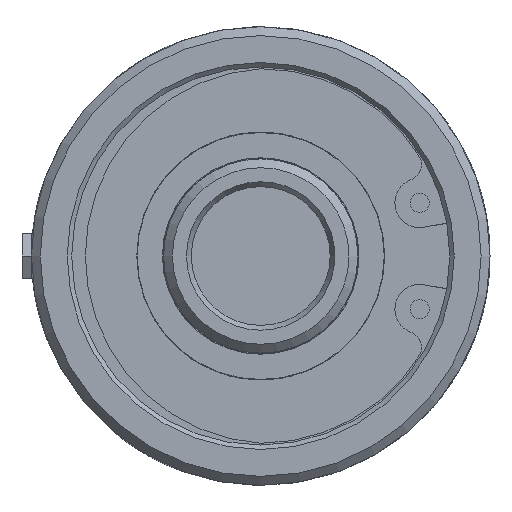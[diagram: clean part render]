
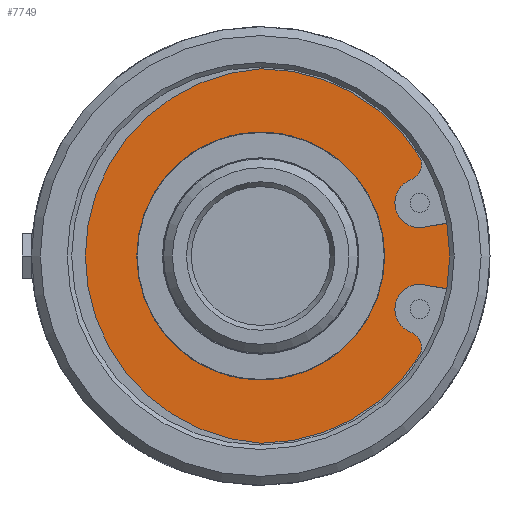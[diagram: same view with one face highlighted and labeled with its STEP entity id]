
A CAD part, left-side view. The second image highlights one B-rep face of the part: STEP entity #7749.
In plain terms, the highlighted planar face has unit normal (-1, 0, 0).
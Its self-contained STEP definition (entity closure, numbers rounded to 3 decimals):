
#320=PLANE('',#8352);
#452=FACE_BOUND('',#1429,.T.);
#959=FACE_OUTER_BOUND('',#1428,.T.);
#1428=EDGE_LOOP('',(#5498,#5499,#5500,#5501,#5502,#5503,#5504,#5505,#5506,
#5507));
#1429=EDGE_LOOP('',(#5508,#5509));
#1874=CIRCLE('',#8199,4.474);
#1880=CIRCLE('',#8210,33.733);
#1882=CIRCLE('',#8213,2.949);
#1884=CIRCLE('',#8216,4.474);
#1886=CIRCLE('',#8219,2.949);
#1888=CIRCLE('',#8222,33.733);
#1890=CIRCLE('',#8225,33.806);
#1948=CIRCLE('',#8323,22.325);
#1949=CIRCLE('',#8324,22.325);
#1954=CIRCLE('',#8348,36.9);
#2203=LINE('',#11454,#2620);
#2207=LINE('',#11464,#2624);
#2620=VECTOR('',#8876,10.);
#2624=VECTOR('',#8882,10.);
#3137=VERTEX_POINT('',#11442);
#3138=VERTEX_POINT('',#11444);
#3141=VERTEX_POINT('',#11452);
#3145=VERTEX_POINT('',#11461);
#3146=VERTEX_POINT('',#11463);
#3153=VERTEX_POINT('',#11482);
#3154=VERTEX_POINT('',#11484);
#3156=VERTEX_POINT('',#11493);
#3158=VERTEX_POINT('',#11499);
#3160=VERTEX_POINT('',#11505);
#3240=VERTEX_POINT('',#11836);
#3241=VERTEX_POINT('',#11837);
#3933=EDGE_CURVE('',#3138,#3137,#1874,.T.);
#3938=EDGE_CURVE('',#3137,#3141,#2203,.T.);
#3942=EDGE_CURVE('',#3146,#3145,#2207,.T.);
#3952=EDGE_CURVE('',#3154,#3153,#1880,.T.);
#3955=EDGE_CURVE('',#3153,#3138,#1882,.T.);
#3958=EDGE_CURVE('',#3145,#3156,#1884,.T.);
#3961=EDGE_CURVE('',#3156,#3158,#1886,.T.);
#3964=EDGE_CURVE('',#3158,#3160,#1888,.T.);
#3966=EDGE_CURVE('',#3160,#3154,#1890,.T.);
#4077=EDGE_CURVE('',#3240,#3241,#1948,.T.);
#4078=EDGE_CURVE('',#3241,#3240,#1949,.T.);
#4124=EDGE_CURVE('',#3141,#3146,#1954,.T.);
#5498=ORIENTED_EDGE('',*,*,#3942,.T.);
#5499=ORIENTED_EDGE('',*,*,#3958,.T.);
#5500=ORIENTED_EDGE('',*,*,#3961,.T.);
#5501=ORIENTED_EDGE('',*,*,#3964,.T.);
#5502=ORIENTED_EDGE('',*,*,#3966,.T.);
#5503=ORIENTED_EDGE('',*,*,#3952,.T.);
#5504=ORIENTED_EDGE('',*,*,#3955,.T.);
#5505=ORIENTED_EDGE('',*,*,#3933,.T.);
#5506=ORIENTED_EDGE('',*,*,#3938,.T.);
#5507=ORIENTED_EDGE('',*,*,#4124,.T.);
#5508=ORIENTED_EDGE('',*,*,#4077,.T.);
#5509=ORIENTED_EDGE('',*,*,#4078,.T.);
#7749=ADVANCED_FACE('',(#959,#452),#320,.F.);
#8199=AXIS2_PLACEMENT_3D('',#11445,#8868,#8869);
#8210=AXIS2_PLACEMENT_3D('',#11485,#8903,#8904);
#8213=AXIS2_PLACEMENT_3D('',#11489,#8910,#8911);
#8216=AXIS2_PLACEMENT_3D('',#11495,#8917,#8918);
#8219=AXIS2_PLACEMENT_3D('',#11501,#8924,#8925);
#8222=AXIS2_PLACEMENT_3D('',#11507,#8931,#8932);
#8225=AXIS2_PLACEMENT_3D('',#11510,#8937,#8938);
#8323=AXIS2_PLACEMENT_3D('',#11838,#9170,#9171);
#8324=AXIS2_PLACEMENT_3D('',#11839,#9172,#9173);
#8348=AXIS2_PLACEMENT_3D('',#11988,#9255,#9256);
#8352=AXIS2_PLACEMENT_3D('',#11993,#9263,#9264);
#8868=DIRECTION('center_axis',(1.,0.,0.));
#8869=DIRECTION('ref_axis',(0.,0.355,-0.935));
#8876=DIRECTION('',(0.,-0.985,-0.174));
#8882=DIRECTION('',(0.,0.985,-0.174));
#8903=DIRECTION('center_axis',(-1.,0.,0.));
#8904=DIRECTION('ref_axis',(0.,0.849,0.528));
#8910=DIRECTION('center_axis',(-1.,0.,0.));
#8911=DIRECTION('ref_axis',(0.,0.355,-0.935));
#8917=DIRECTION('center_axis',(1.,0.,0.));
#8918=DIRECTION('ref_axis',(0.,-0.046,-0.999));
#8924=DIRECTION('center_axis',(-1.,0.,0.));
#8925=DIRECTION('ref_axis',(0.,0.893,-0.451));
#8931=DIRECTION('center_axis',(-1.,0.,0.));
#8932=DIRECTION('ref_axis',(0.,0.,-1.));
#8937=DIRECTION('center_axis',(-1.,0.,0.));
#8938=DIRECTION('ref_axis',(0.,-0.066,0.998));
#9170=DIRECTION('center_axis',(1.,0.,0.));
#9171=DIRECTION('ref_axis',(0.,-1.,0.));
#9172=DIRECTION('center_axis',(1.,0.,0.));
#9173=DIRECTION('ref_axis',(0.,-1.,0.));
#9255=DIRECTION('center_axis',(-1.,0.,0.));
#9256=DIRECTION('ref_axis',(0.,1.,0.));
#9263=DIRECTION('center_axis',(1.,0.,0.));
#9264=DIRECTION('ref_axis',(0.,0.,-1.));
#11442=CARTESIAN_POINT('',(7.26,-28.843,-5.086));
#11444=CARTESIAN_POINT('',(7.26,-27.053,-13.738));
#11445=CARTESIAN_POINT('Origin',(7.26,-28.639,-9.555));
#11452=CARTESIAN_POINT('',(7.26,-36.339,-6.408));
#11454=CARTESIAN_POINT('',(7.26,-4.374,-0.771));
#11461=CARTESIAN_POINT('',(7.26,-28.843,5.086));
#11463=CARTESIAN_POINT('',(7.26,-36.339,6.408));
#11464=CARTESIAN_POINT('',(7.26,-0.625,0.11));
#11482=CARTESIAN_POINT('',(7.26,-28.639,-17.825));
#11484=CARTESIAN_POINT('',(7.26,0.,-33.733));
#11485=CARTESIAN_POINT('Origin',(7.26,0.,0.));
#11489=CARTESIAN_POINT('Origin',(7.26,-26.007,-16.495));
#11493=CARTESIAN_POINT('',(7.26,-27.053,13.738));
#11495=CARTESIAN_POINT('Origin',(7.26,-28.639,9.555));
#11499=CARTESIAN_POINT('',(7.26,-28.639,17.825));
#11501=CARTESIAN_POINT('Origin',(7.26,-26.007,16.495));
#11505=CARTESIAN_POINT('',(7.26,0.,33.733));
#11507=CARTESIAN_POINT('Origin',(7.26,0.,0.));
#11510=CARTESIAN_POINT('Origin',(7.26,-2.225,0.));
#11836=CARTESIAN_POINT('',(7.26,-22.325,0.));
#11837=CARTESIAN_POINT('',(7.26,22.325,0.));
#11838=CARTESIAN_POINT('Origin',(7.26,0.,
0.));
#11839=CARTESIAN_POINT('Origin',(7.26,0.,
0.));
#11988=CARTESIAN_POINT('Origin',(7.26,0.,0.));
#11993=CARTESIAN_POINT('Origin',(7.26,28.45,0.));
